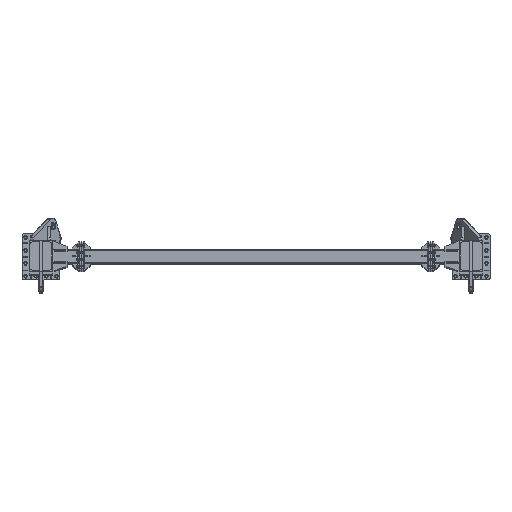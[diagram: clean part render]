
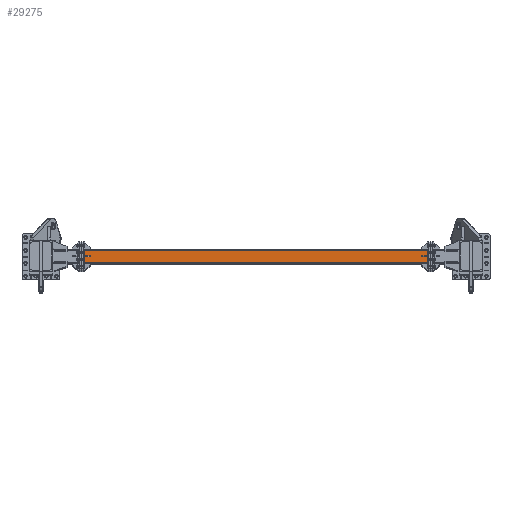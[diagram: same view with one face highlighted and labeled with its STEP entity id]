
A CAD part, top view. The second image highlights one B-rep face of the part: STEP entity #29275.
In plain terms, the highlighted free-form (B-spline) face has degree [1, 1] with [2, 2] control points.
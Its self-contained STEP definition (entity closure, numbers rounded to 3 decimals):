
#28962 = VERTEX_POINT('',#28963);
#28963 = CARTESIAN_POINT('',(-1306.539,-45.053,
    3003.537));
#28969 = EDGE_CURVE('',#28962,#28970,#28972,.T.);
#28970 = VERTEX_POINT('',#28971);
#28971 = CARTESIAN_POINT('',(-1306.539,45.053,
    3003.537));
#28972 = B_SPLINE_CURVE_WITH_KNOTS('',1,(#28973,#28974),.UNSPECIFIED.,
  .F.,.F.,(2,2),(-84.,0.),.PIECEWISE_BEZIER_KNOTS.);
#28973 = CARTESIAN_POINT('',(-1306.539,-45.053,
    3003.537));
#28974 = CARTESIAN_POINT('',(-1306.539,45.053,
    3003.537));
#29077 = VERTEX_POINT('',#29078);
#29078 = CARTESIAN_POINT('',(1306.539,45.053,
    3003.537));
#29084 = EDGE_CURVE('',#29085,#29077,#29087,.T.);
#29085 = VERTEX_POINT('',#29086);
#29086 = CARTESIAN_POINT('',(1306.539,-45.053,
    3003.537));
#29087 = B_SPLINE_CURVE_WITH_KNOTS('',1,(#29088,#29089),.UNSPECIFIED.,
  .F.,.F.,(2,2),(-84.,0.),.PIECEWISE_BEZIER_KNOTS.);
#29088 = CARTESIAN_POINT('',(1306.539,-45.053,
    3003.537));
#29089 = CARTESIAN_POINT('',(1306.539,45.053,
    3003.537));
#29262 = EDGE_CURVE('',#28962,#29085,#29263,.T.);
#29263 = B_SPLINE_CURVE_WITH_KNOTS('',1,(#29264,#29265),.UNSPECIFIED.,
  .F.,.F.,(2,2),(0.,2436.),.PIECEWISE_BEZIER_KNOTS.);
#29264 = CARTESIAN_POINT('',(-1306.539,-45.053,
    3003.537));
#29265 = CARTESIAN_POINT('',(1306.539,-45.053,
    3003.537));
#29275 = ADVANCED_FACE('',(#29276),#29286,.F.);
#29276 = FACE_BOUND('',#29277,.T.);
#29277 = EDGE_LOOP('',(#29278,#29279,#29284,#29285));
#29278 = ORIENTED_EDGE('',*,*,#29084,.T.);
#29279 = ORIENTED_EDGE('',*,*,#29280,.F.);
#29280 = EDGE_CURVE('',#28970,#29077,#29281,.T.);
#29281 = B_SPLINE_CURVE_WITH_KNOTS('',1,(#29282,#29283),.UNSPECIFIED.,
  .F.,.F.,(2,2),(0.,2436.),.PIECEWISE_BEZIER_KNOTS.);
#29282 = CARTESIAN_POINT('',(-1306.539,45.053,
    3003.537));
#29283 = CARTESIAN_POINT('',(1306.539,45.053,
    3003.537));
#29284 = ORIENTED_EDGE('',*,*,#28969,.F.);
#29285 = ORIENTED_EDGE('',*,*,#29262,.T.);
#29286 = B_SPLINE_SURFACE_WITH_KNOTS('',1,1,(
    (#29287,#29288)
    ,(#29289,#29290
    )),.UNSPECIFIED.,.F.,.F.,.F.,(2,2),(2,2),(-2436.,
    0.),(-84.,0.),.PIECEWISE_BEZIER_KNOTS.);
#29287 = CARTESIAN_POINT('',(1306.539,-45.053,
    3003.537));
#29288 = CARTESIAN_POINT('',(1306.539,45.053,
    3003.537));
#29289 = CARTESIAN_POINT('',(-1306.539,-45.053,
    3003.537));
#29290 = CARTESIAN_POINT('',(-1306.539,45.053,
    3003.537));
